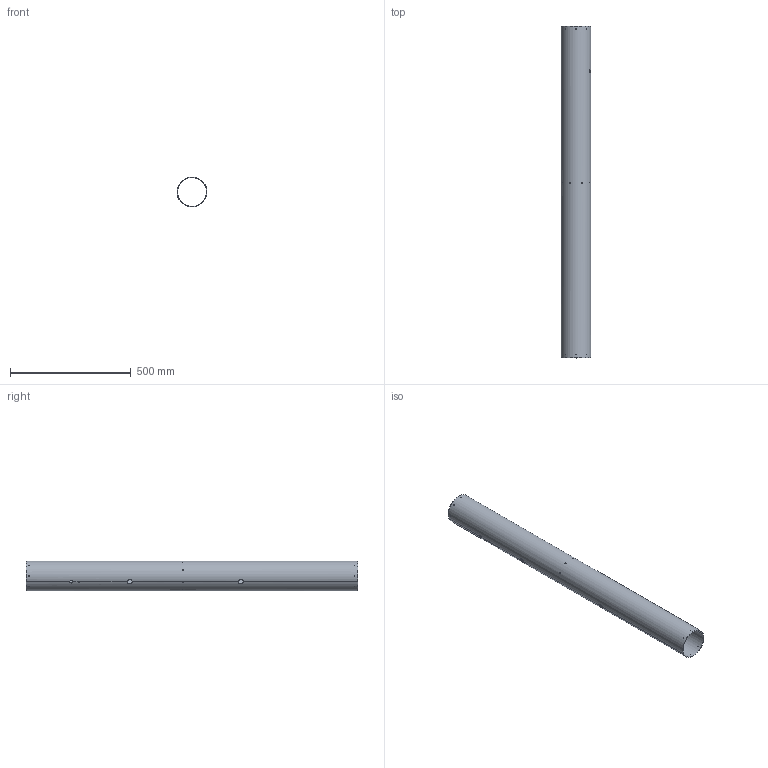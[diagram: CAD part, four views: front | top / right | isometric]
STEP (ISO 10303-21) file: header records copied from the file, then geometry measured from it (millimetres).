
FILE_DESCRIPTION(/* description */ ('VariCAD 2023-1.05 AP-214'),/* implementation_level */ '2;1');
FILE_NAME(/* name */ 'A2-1_body_tube.stp',/* time_stamp */ '2024-10-17T23:09:04+03:00',/* author */ (''),/* organization */ (''),/* preprocessor_version */ 'VariCAD 2023-1.05',/* originating_system */ 'VariCAD 2023-1.05; kernel version (20180118)',/* authorisation */ '');
FILE_SCHEMA(('AUTOMOTIVE_DESIGN'));
Length unit declared in the file: millimetre
Products named in the file (2): A2-1_body_tube
Assembly tree (1 placements, depth 2):
  A2-1_body_tube
    A2-1_body_tube
Bounding box: 123 x 1372.35 x 123 mm (x, y, z)
Volume: 783952.9 mm3; surface area: 1047176.1 mm2
Topology: 1 solids, 1 shells, 66 faces, 236 edges, 158 vertices
Faces by surface type: cylinder 64, plane 2
Entity records: 4091 total; most frequent: CARTESIAN_POINT 2193, ORIENTED_EDGE 472, EDGE_CURVE 236, DIRECTION 234, VERTEX_POINT 158, B_SPLINE_CURVE_WITH_KNOTS 150, EDGE_LOOP 114, LINE 78
